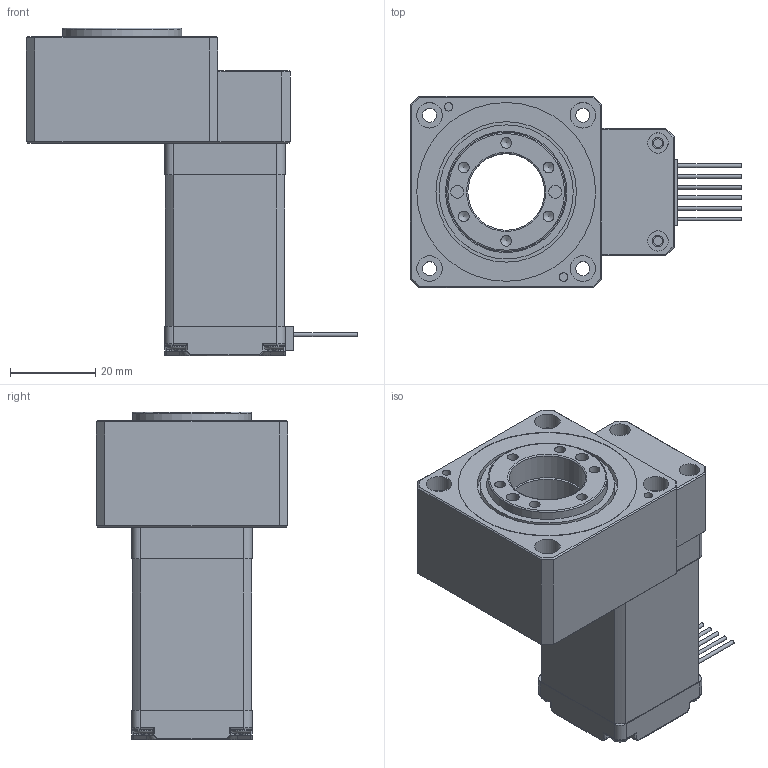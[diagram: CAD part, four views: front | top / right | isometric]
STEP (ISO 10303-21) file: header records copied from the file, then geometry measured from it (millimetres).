
FILE_DESCRIPTION( ( '' ), '1' );
FILE_NAME( 'GT45-HB_VerA.stp', '2019-11-21T03:30:34', ( 'Dimamotor' ), ( 'Dimamotor' ), 'PSStep 17.0.49', ' ', ' ' );
FILE_SCHEMA( ( 'AUTOMOTIVE_DESIGN { 1 0 10303 214 1 1 1 1 }' ) );
Length unit declared in the file: millimetre
Products named in the file (8): MS225-09A; Screw_ANSI_B18.6.3_09F_UNF_No3x1_v12.00; 步進MS22_上蓋; 步進MS225_定子; 步進MS22_單軸下蓋; Assem1; 4B00_VerB2; 4P00
Assembly tree (10 placements, depth 3):
  Assem1
    4B00_VerB2
    4P00
    MS225-09A
      Screw_ANSI_B18.6.3_09F_UNF_No3x1_v12.00  x4
      步進MS22_上蓋
      步進MS225_定子
      步進MS22_單軸下蓋
Bounding box: 77.8 x 45 x 77 mm (x, y, z)
Volume: 86890 mm3; surface area: 28488.2 mm2
Topology: 9 solids, 9 shells, 366 faces, 848 edges, 539 vertices
Faces by surface type: plane 187, cylinder 131, cone 30, torus 12, sphere 6
Full cylindrical faces by diameter (mm): 0.9 x6, 2 x4, 2.05 x4, 2.5 x8, 2.515 x8, 2.7 x6, 3 x2, 3.3 x4, 4.8 x2, 5 x1, 6 x8, 7 x1, 7.5 x1, 10 x3, 18 x2, 22 x2, 25 x1, 28 x1, 28.5 x1, 31.5 x1, 33 x1, 42 x1
Entity records: 9944 total; most frequent: CARTESIAN_POINT 1410, DIRECTION 1354, ORIENTED_EDGE 1056, AXIS2_PLACEMENT_3D 539, EDGE_CURVE 528, EDGE_LOOP 431, VERTEX_POINT 379, FACE_OUTER_BOUND 351
